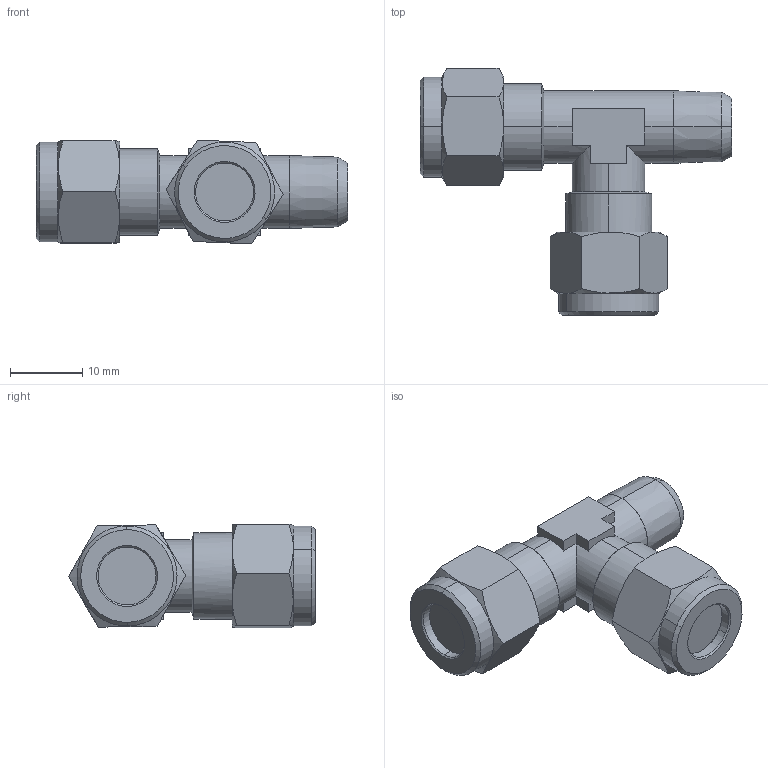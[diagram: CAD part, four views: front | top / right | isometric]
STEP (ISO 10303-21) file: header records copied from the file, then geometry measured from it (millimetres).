
FILE_DESCRIPTION (( 'STEP AP214' ), '1' );
FILE_NAME ('1023000004.step', '2013-02-25T17:12:22', ( '' ), ( '' ), 'SwSTEP 2.0', 'SolidWorks 2012', '' );
FILE_SCHEMA (( 'AUTOMOTIVE_DESIGN' ));
Length unit declared in the file: millimetre
Products named in the file (1): 1023000004
Bounding box: 43 x 34.08 x 14.32 mm (x, y, z)
Volume: 7326.8 mm3; surface area: 3105.2 mm2
Topology: 1 solids, 1 shells, 101 faces, 234 edges, 140 vertices
Faces by surface type: cone 40, plane 38, cylinder 19, torus 4
Entity records: 3052 total; most frequent: CARTESIAN_POINT 746, DIRECTION 486, ORIENTED_EDGE 468, EDGE_CURVE 234, AXIS2_PLACEMENT_3D 192, VERTEX_POINT 140, EDGE_LOOP 106, LINE 102
